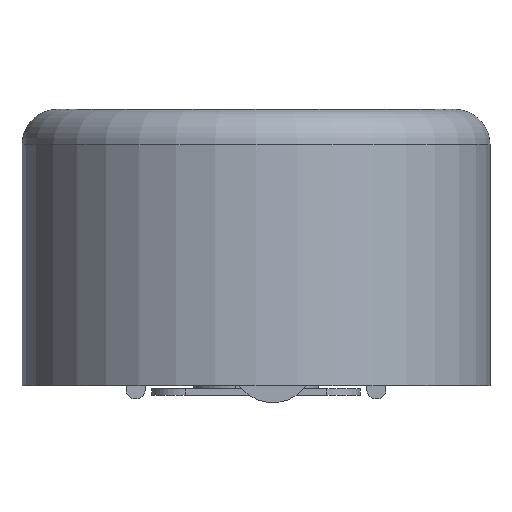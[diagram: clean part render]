
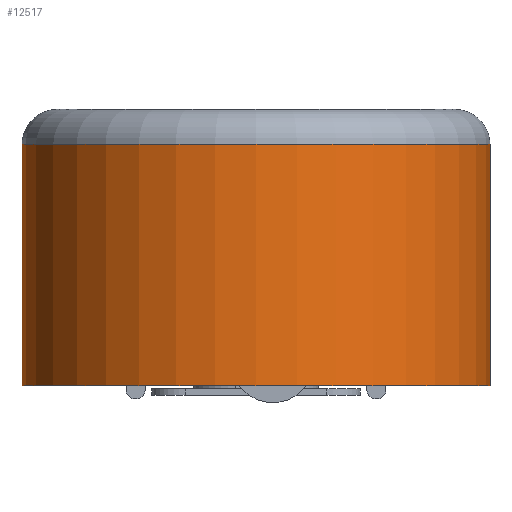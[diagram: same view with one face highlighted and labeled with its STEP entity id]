
A CAD part, front view. The second image highlights one B-rep face of the part: STEP entity #12517.
In plain terms, the highlighted cylindrical face has radius 27.94 mm (diameter 55.88 mm), a full revolution.
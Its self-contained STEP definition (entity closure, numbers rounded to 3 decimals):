
#69=FACE_BOUND('',#1539,.T.);
#817=FACE_OUTER_BOUND('',#1538,.T.);
#1538=EDGE_LOOP('',(#8639));
#1539=EDGE_LOOP('',(#8640));
#5233=CIRCLE('',#13301,27.94);
#5236=CIRCLE('',#13306,27.94);
#5560=VERTEX_POINT('',#17971);
#5563=VERTEX_POINT('',#17979);
#6731=EDGE_CURVE('',#5560,#5560,#5233,.T.);
#6734=EDGE_CURVE('',#5563,#5563,#5236,.T.);
#8639=ORIENTED_EDGE('',*,*,#6734,.F.);
#8640=ORIENTED_EDGE('',*,*,#6731,.F.);
#11793=CYLINDRICAL_SURFACE('',#13305,27.94);
#12517=ADVANCED_FACE('',(#817,#69),#11793,.T.);
#13301=AXIS2_PLACEMENT_3D('',#17972,#14526,#14527);
#13305=AXIS2_PLACEMENT_3D('',#17978,#14534,#14535);
#13306=AXIS2_PLACEMENT_3D('',#17980,#14536,#14537);
#14526=DIRECTION('center_axis',(0.,0.,1.));
#14527=DIRECTION('ref_axis',(-1.,0.,0.));
#14534=DIRECTION('center_axis',(0.,0.,1.));
#14535=DIRECTION('ref_axis',(-1.,0.,0.));
#14536=DIRECTION('center_axis',(0.,0.,-1.));
#14537=DIRECTION('ref_axis',(-1.,0.,0.));
#17971=CARTESIAN_POINT('',(27.94,0.,26.325));
#17972=CARTESIAN_POINT('Origin',(0.,0.,26.325));
#17978=CARTESIAN_POINT('Origin',(0.,0.,-2.5));
#17979=CARTESIAN_POINT('',(27.94,0.,-2.5));
#17980=CARTESIAN_POINT('Origin',(0.,0.,-2.5));
